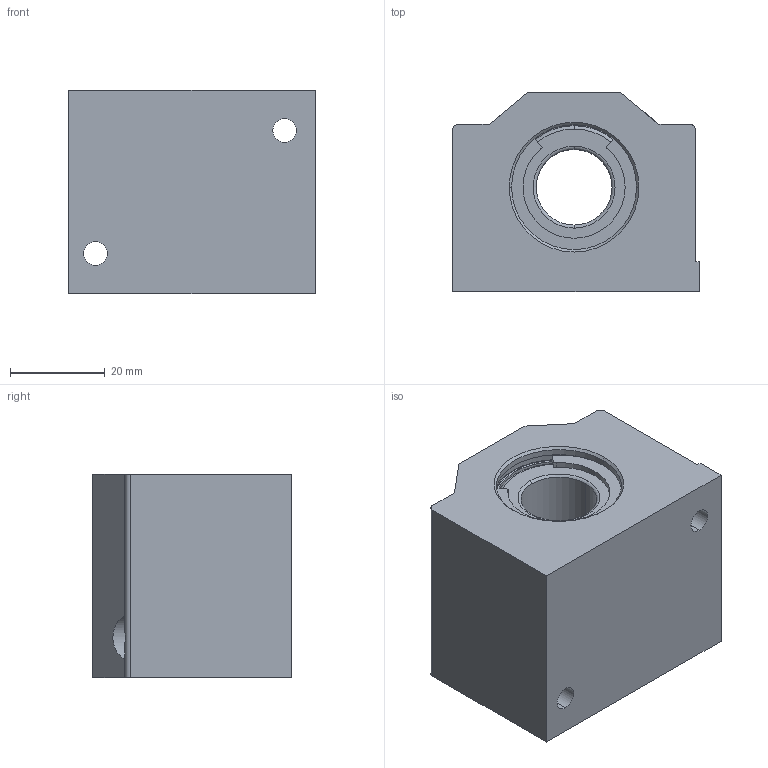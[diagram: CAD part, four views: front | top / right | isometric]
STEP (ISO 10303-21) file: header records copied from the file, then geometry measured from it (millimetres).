
FILE_DESCRIPTION (( 'STEP AP214' ), '1' );
FILE_NAME ('PillowBlock_5697371C25.step', '2020-03-11T15:01:39', ( '' ), ( '' ), 'SwSTEP 2.0', 'SolidWorks 2019', '' );
FILE_SCHEMA (( 'AUTOMOTIVE_DESIGN' ));
Length unit declared in the file: inch
Products named in the file (3): PillowBlock_5697371C25; 8TULm3E37Y_CADModel_0
Assembly tree (1 placements, depth 2):
  PillowBlock_5697371C25
    8TULm3E37Y_CADModel_0
  8TULm3E37Y_CADModel_0
Bounding box: 52.19 x 42.02 x 43 mm (x, y, z)
Volume: 71214.6 mm3; surface area: 28018.1 mm2
Topology: 7 solids, 7 shells, 156 faces, 362 edges, 224 vertices
Faces by surface type: cylinder 66, plane 38, cone 32, torus 12, bspline 8
Entity records: 6769 total; most frequent: CARTESIAN_POINT 915, DIRECTION 854, ORIENTED_EDGE 716, EDGE_CURVE 358, AXIS2_PLACEMENT_3D 355, VERTEX_POINT 224, CIRCLE 202, EDGE_LOOP 178
